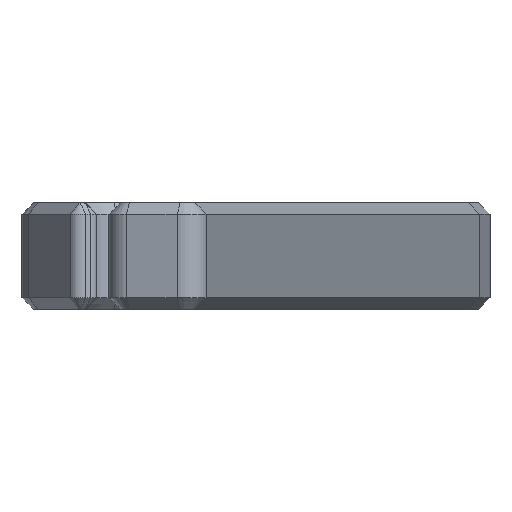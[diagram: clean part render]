
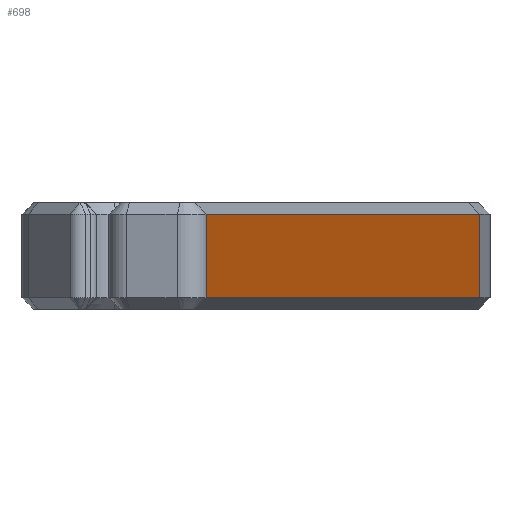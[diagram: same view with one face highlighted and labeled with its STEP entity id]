
A CAD part, left-side view. The second image highlights one B-rep face of the part: STEP entity #698.
In plain terms, the highlighted planar face has unit normal (-0.262, -0.965, 0).
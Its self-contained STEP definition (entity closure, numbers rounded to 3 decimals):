
#98=FACE_OUTER_BOUND('',#145,.T.);
#145=EDGE_LOOP('',(#528,#529,#530,#531));
#191=LINE('',#1111,#256);
#203=LINE('',#1153,#268);
#204=LINE('',#1157,#269);
#205=LINE('',#1158,#270);
#256=VECTOR('',#875,10.);
#268=VECTOR('',#925,10.);
#269=VECTOR('',#930,26.);
#270=VECTOR('',#931,10.);
#322=VERTEX_POINT('',#1103);
#324=VERTEX_POINT('',#1109);
#335=VERTEX_POINT('',#1152);
#336=VERTEX_POINT('',#1156);
#385=EDGE_CURVE('',#324,#322,#191,.T.);
#407=EDGE_CURVE('',#322,#335,#203,.T.);
#409=EDGE_CURVE('',#336,#324,#204,.T.);
#410=EDGE_CURVE('',#335,#336,#205,.T.);
#528=ORIENTED_EDGE('',*,*,#385,.F.);
#529=ORIENTED_EDGE('',*,*,#409,.F.);
#530=ORIENTED_EDGE('',*,*,#410,.F.);
#531=ORIENTED_EDGE('',*,*,#407,.F.);
#670=PLANE('',#778);
#698=ADVANCED_FACE('',(#98),#670,.T.);
#778=AXIS2_PLACEMENT_3D('',#1155,#928,#929);
#875=DIRECTION('',(-0.965,0.262,0.));
#925=DIRECTION('',(0.,0.,1.));
#928=DIRECTION('center_axis',(-0.262,-0.965,0.));
#929=DIRECTION('ref_axis',(-0.965,0.262,0.));
#930=DIRECTION('',(0.,0.,-1.));
#931=DIRECTION('',(0.965,-0.262,0.));
#1103=CARTESIAN_POINT('',(-91.737,-2.075,16.5));
#1109=CARTESIAN_POINT('',(-6.801,-25.095,16.5));
#1111=CARTESIAN_POINT('',(-13.085,-23.392,16.5));
#1152=CARTESIAN_POINT('',(-91.737,-2.075,23.5));
#1153=CARTESIAN_POINT('',(-91.737,-2.075,24.5));
#1155=CARTESIAN_POINT('Origin',(-6.801,-25.095,24.5));
#1156=CARTESIAN_POINT('',(-6.801,-25.095,23.5));
#1157=CARTESIAN_POINT('',(-6.801,-25.095,24.5));
#1158=CARTESIAN_POINT('',(-13.085,-23.392,23.5));
